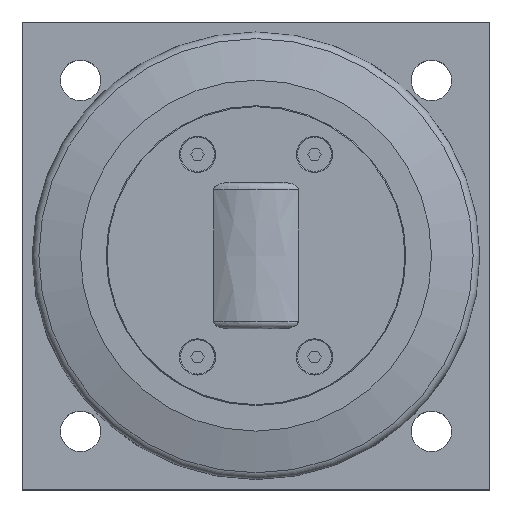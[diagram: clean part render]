
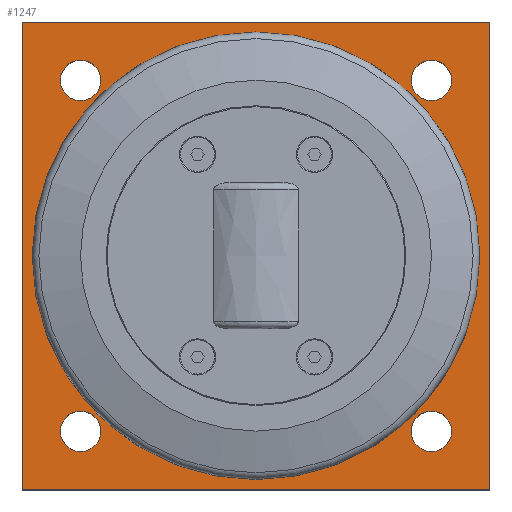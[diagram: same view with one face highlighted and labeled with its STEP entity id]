
A CAD part, top view. The second image highlights one B-rep face of the part: STEP entity #1247.
In plain terms, the highlighted planar face has unit normal (0, 0, 1).
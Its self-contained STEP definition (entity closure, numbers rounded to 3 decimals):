
#53=FACE_BOUND('',#253,.T.);
#54=FACE_BOUND('',#254,.T.);
#55=FACE_BOUND('',#255,.T.);
#56=FACE_BOUND('',#256,.T.);
#57=FACE_BOUND('',#257,.T.);
#106=CIRCLE('',#1374,51.);
#107=CIRCLE('',#1376,6.918);
#108=CIRCLE('',#1377,6.918);
#109=CIRCLE('',#1378,6.918);
#110=CIRCLE('',#1379,6.918);
#111=CIRCLE('',#1380,6.918);
#112=CIRCLE('',#1381,6.918);
#113=CIRCLE('',#1382,6.918);
#114=CIRCLE('',#1383,6.918);
#176=FACE_OUTER_BOUND('',#252,.T.);
#252=EDGE_LOOP('',(#1008,#1009,#1010,#1011));
#253=EDGE_LOOP('',(#1012,#1013));
#254=EDGE_LOOP('',(#1014,#1015));
#255=EDGE_LOOP('',(#1016,#1017));
#256=EDGE_LOOP('',(#1018,#1019));
#257=EDGE_LOOP('',(#1020));
#373=LINE('',#2080,#478);
#374=LINE('',#2082,#479);
#375=LINE('',#2084,#480);
#376=LINE('',#2085,#481);
#478=VECTOR('',#1674,10.);
#479=VECTOR('',#1675,10.);
#480=VECTOR('',#1676,10.);
#481=VECTOR('',#1677,10.);
#587=VERTEX_POINT('',#2074);
#588=VERTEX_POINT('',#2078);
#589=VERTEX_POINT('',#2079);
#590=VERTEX_POINT('',#2081);
#591=VERTEX_POINT('',#2083);
#592=VERTEX_POINT('',#2086);
#593=VERTEX_POINT('',#2087);
#594=VERTEX_POINT('',#2090);
#595=VERTEX_POINT('',#2091);
#596=VERTEX_POINT('',#2094);
#597=VERTEX_POINT('',#2095);
#598=VERTEX_POINT('',#2098);
#599=VERTEX_POINT('',#2099);
#746=EDGE_CURVE('',#587,#587,#106,.T.);
#747=EDGE_CURVE('',#588,#589,#373,.T.);
#748=EDGE_CURVE('',#590,#588,#374,.T.);
#749=EDGE_CURVE('',#591,#590,#375,.T.);
#750=EDGE_CURVE('',#589,#591,#376,.T.);
#751=EDGE_CURVE('',#592,#593,#107,.T.);
#752=EDGE_CURVE('',#593,#592,#108,.T.);
#753=EDGE_CURVE('',#594,#595,#109,.T.);
#754=EDGE_CURVE('',#595,#594,#110,.T.);
#755=EDGE_CURVE('',#596,#597,#111,.T.);
#756=EDGE_CURVE('',#597,#596,#112,.T.);
#757=EDGE_CURVE('',#598,#599,#113,.T.);
#758=EDGE_CURVE('',#599,#598,#114,.T.);
#1008=ORIENTED_EDGE('',*,*,#747,.F.);
#1009=ORIENTED_EDGE('',*,*,#748,.F.);
#1010=ORIENTED_EDGE('',*,*,#749,.F.);
#1011=ORIENTED_EDGE('',*,*,#750,.F.);
#1012=ORIENTED_EDGE('',*,*,#751,.T.);
#1013=ORIENTED_EDGE('',*,*,#752,.T.);
#1014=ORIENTED_EDGE('',*,*,#753,.T.);
#1015=ORIENTED_EDGE('',*,*,#754,.T.);
#1016=ORIENTED_EDGE('',*,*,#755,.T.);
#1017=ORIENTED_EDGE('',*,*,#756,.T.);
#1018=ORIENTED_EDGE('',*,*,#757,.T.);
#1019=ORIENTED_EDGE('',*,*,#758,.T.);
#1020=ORIENTED_EDGE('',*,*,#746,.T.);
#1192=PLANE('',#1375);
#1247=ADVANCED_FACE('',(#176,#53,#54,#55,#56,#57),#1192,.T.);
#1374=AXIS2_PLACEMENT_3D('',#2076,#1670,#1671);
#1375=AXIS2_PLACEMENT_3D('',#2077,#1672,#1673);
#1376=AXIS2_PLACEMENT_3D('',#2088,#1678,#1679);
#1377=AXIS2_PLACEMENT_3D('',#2089,#1680,#1681);
#1378=AXIS2_PLACEMENT_3D('',#2092,#1682,#1683);
#1379=AXIS2_PLACEMENT_3D('',#2093,#1684,#1685);
#1380=AXIS2_PLACEMENT_3D('',#2096,#1686,#1687);
#1381=AXIS2_PLACEMENT_3D('',#2097,#1688,#1689);
#1382=AXIS2_PLACEMENT_3D('',#2100,#1690,#1691);
#1383=AXIS2_PLACEMENT_3D('',#2101,#1692,#1693);
#1670=DIRECTION('center_axis',(0.,0.,-1.));
#1671=DIRECTION('ref_axis',(0.,-1.,0.));
#1672=DIRECTION('center_axis',(0.,0.,1.));
#1673=DIRECTION('ref_axis',(1.,0.,0.));
#1674=DIRECTION('',(0.,1.,0.));
#1675=DIRECTION('',(-1.,0.,0.));
#1676=DIRECTION('',(0.,-1.,0.));
#1677=DIRECTION('',(1.,0.,0.));
#1678=DIRECTION('center_axis',(0.,0.,-1.));
#1679=DIRECTION('ref_axis',(1.,0.,0.));
#1680=DIRECTION('center_axis',(0.,0.,-1.));
#1681=DIRECTION('ref_axis',(1.,0.,0.));
#1682=DIRECTION('center_axis',(0.,0.,-1.));
#1683=DIRECTION('ref_axis',(1.,0.,0.));
#1684=DIRECTION('center_axis',(0.,0.,-1.));
#1685=DIRECTION('ref_axis',(1.,0.,0.));
#1686=DIRECTION('center_axis',(0.,0.,-1.));
#1687=DIRECTION('ref_axis',(1.,0.,0.));
#1688=DIRECTION('center_axis',(0.,0.,-1.));
#1689=DIRECTION('ref_axis',(1.,0.,0.));
#1690=DIRECTION('center_axis',(0.,0.,-1.));
#1691=DIRECTION('ref_axis',(1.,0.,0.));
#1692=DIRECTION('center_axis',(0.,0.,-1.));
#1693=DIRECTION('ref_axis',(1.,0.,0.));
#2074=CARTESIAN_POINT('',(80.,131.,25.));
#2076=CARTESIAN_POINT('Origin',(80.,80.,25.));
#2077=CARTESIAN_POINT('Origin',(80.,80.,25.));
#2078=CARTESIAN_POINT('',(0.,0.,25.));
#2079=CARTESIAN_POINT('',(0.,160.,25.));
#2080=CARTESIAN_POINT('',(0.,160.,25.));
#2081=CARTESIAN_POINT('',(160.,0.,25.));
#2082=CARTESIAN_POINT('',(0.,0.,25.));
#2083=CARTESIAN_POINT('',(160.,160.,25.));
#2084=CARTESIAN_POINT('',(160.,0.,25.));
#2085=CARTESIAN_POINT('',(160.,160.,25.));
#2086=CARTESIAN_POINT('',(26.917,20.,25.));
#2087=CARTESIAN_POINT('',(13.082,20.,25.));
#2088=CARTESIAN_POINT('Origin',(20.,20.,25.));
#2089=CARTESIAN_POINT('Origin',(20.,20.,25.));
#2090=CARTESIAN_POINT('',(146.918,20.,25.));
#2091=CARTESIAN_POINT('',(133.083,20.,25.));
#2092=CARTESIAN_POINT('Origin',(140.,20.,25.));
#2093=CARTESIAN_POINT('Origin',(140.,20.,25.));
#2094=CARTESIAN_POINT('',(146.918,140.,25.));
#2095=CARTESIAN_POINT('',(133.083,140.,25.));
#2096=CARTESIAN_POINT('Origin',(140.,140.,25.));
#2097=CARTESIAN_POINT('Origin',(140.,140.,25.));
#2098=CARTESIAN_POINT('',(26.917,140.,25.));
#2099=CARTESIAN_POINT('',(13.082,140.,25.));
#2100=CARTESIAN_POINT('Origin',(20.,140.,25.));
#2101=CARTESIAN_POINT('Origin',(20.,140.,25.));
